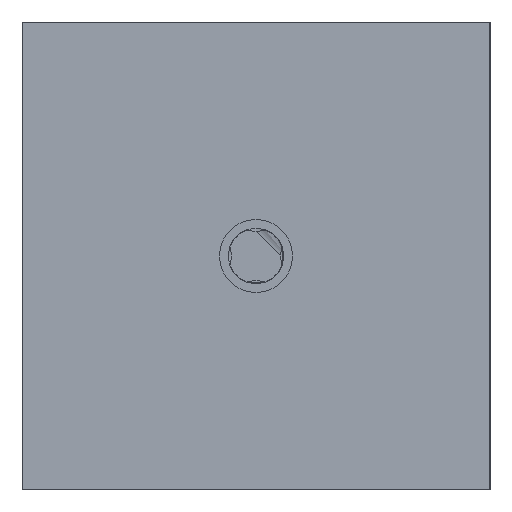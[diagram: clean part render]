
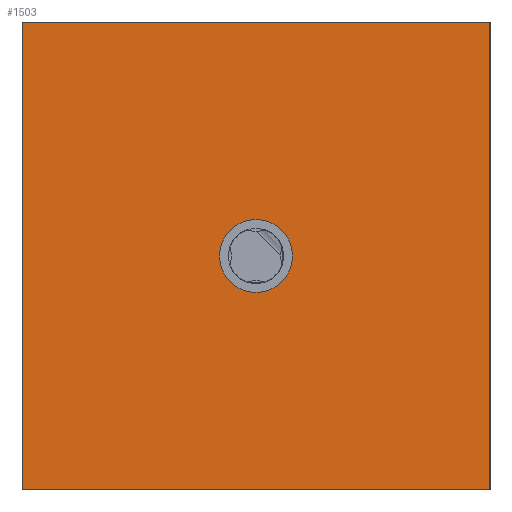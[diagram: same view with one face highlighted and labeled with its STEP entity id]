
A CAD part, left-side view. The second image highlights one B-rep face of the part: STEP entity #1503.
In plain terms, the highlighted planar face has unit normal (-1, 0, 0).
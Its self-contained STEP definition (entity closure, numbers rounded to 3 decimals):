
#120=FACE_BOUND('',#313,.T.);
#144=PLANE('',#1690);
#209=FACE_OUTER_BOUND('',#312,.T.);
#312=EDGE_LOOP('',(#1210,#1211,#1212,#1213));
#313=EDGE_LOOP('',(#1214));
#389=LINE('',#2370,#463);
#403=LINE('',#2401,#477);
#410=LINE('',#2414,#484);
#422=LINE('',#2709,#496);
#463=VECTOR('',#1860,10.);
#477=VECTOR('',#1890,10.);
#484=VECTOR('',#1905,10.);
#496=VECTOR('',#2093,10.);
#533=CIRCLE('',#1632,2.1);
#611=VERTEX_POINT('',#2367);
#612=VERTEX_POINT('',#2369);
#621=VERTEX_POINT('',#2399);
#623=VERTEX_POINT('',#2413);
#646=VERTEX_POINT('',#2551);
#754=EDGE_CURVE('',#611,#612,#389,.T.);
#771=EDGE_CURVE('',#611,#621,#403,.T.);
#778=EDGE_CURVE('',#612,#623,#410,.T.);
#812=EDGE_CURVE('',#646,#646,#533,.T.);
#859=EDGE_CURVE('',#621,#623,#422,.T.);
#1210=ORIENTED_EDGE('',*,*,#754,.F.);
#1211=ORIENTED_EDGE('',*,*,#771,.T.);
#1212=ORIENTED_EDGE('',*,*,#859,.T.);
#1213=ORIENTED_EDGE('',*,*,#778,.F.);
#1214=ORIENTED_EDGE('',*,*,#812,.F.);
#1503=ADVANCED_FACE('',(#209,#120),#144,.F.);
#1632=AXIS2_PLACEMENT_3D('',#2552,#1967,#1968);
#1690=AXIS2_PLACEMENT_3D('',#2708,#2091,#2092);
#1860=DIRECTION('',(0.,1.,0.));
#1890=DIRECTION('',(0.,0.,1.));
#1905=DIRECTION('',(0.,0.,1.));
#1967=DIRECTION('center_axis',(-1.,0.,0.));
#1968=DIRECTION('ref_axis',(0.,0.,-1.));
#2091=DIRECTION('center_axis',(1.,0.,0.));
#2092=DIRECTION('ref_axis',(0.,1.,0.));
#2093=DIRECTION('',(0.,1.,0.));
#2367=CARTESIAN_POINT('',(-66.5,-13.5,0.));
#2369=CARTESIAN_POINT('',(-66.5,13.5,0.));
#2370=CARTESIAN_POINT('',(-66.5,-13.5,0.));
#2399=CARTESIAN_POINT('',(-66.5,-13.5,27.));
#2401=CARTESIAN_POINT('',(-66.5,-13.5,0.));
#2413=CARTESIAN_POINT('',(-66.5,13.5,27.));
#2414=CARTESIAN_POINT('',(-66.5,13.5,0.));
#2551=CARTESIAN_POINT('',(-66.5,0.,15.6));
#2552=CARTESIAN_POINT('Origin',(-66.5,0.,13.5));
#2708=CARTESIAN_POINT('Origin',(-66.5,-13.5,0.));
#2709=CARTESIAN_POINT('',(-66.5,-13.5,27.));
